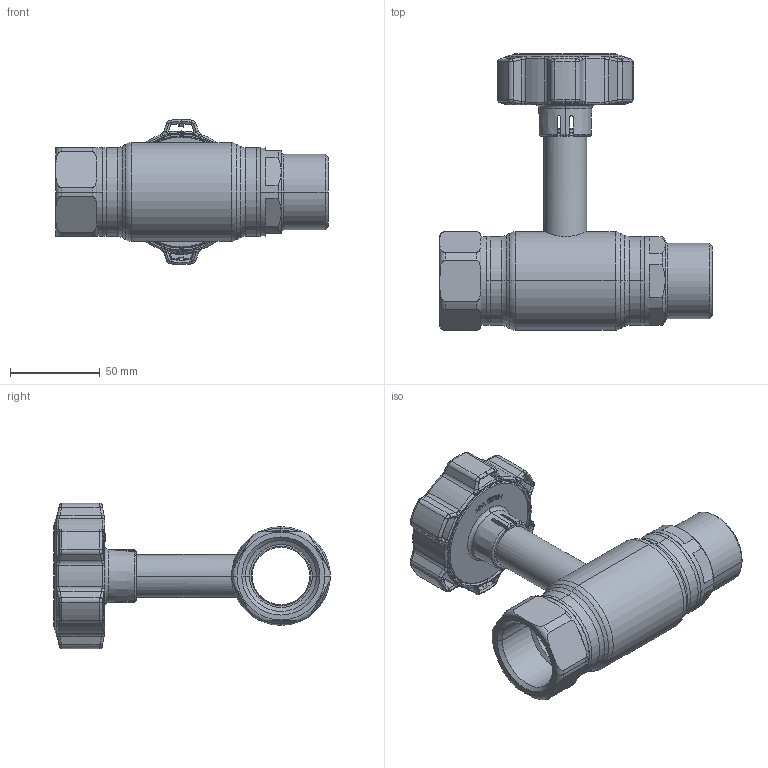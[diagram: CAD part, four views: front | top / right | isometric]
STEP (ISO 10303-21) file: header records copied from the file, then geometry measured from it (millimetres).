
FILE_DESCRIPTION (( 'STEP AP214' ), '1' );
FILE_NAME ('2032002401-0200.step', '2023-12-18T10:00:27', ( '' ), ( '' ), 'SwSTEP 2.0', 'SolidWorks 2021', '' );
FILE_SCHEMA (( 'AUTOMOTIVE_DESIGN' ));
Length unit declared in the file: millimetre
Products named in the file (1): 2032002401-0200
Bounding box: 152 x 154.1 x 81 mm (x, y, z)
Surface area: 64571 mm2 (no closed solid volume)
Topology: 0 solids, 16 shells, 596 faces, 1721 edges, 1110 vertices
Faces by surface type: bspline 181, cylinder 148, plane 124, cone 76, torus 66, sphere 1
Entity records: 36462 total; most frequent: CARTESIAN_POINT 16132, ORIENTED_EDGE 3029, DIRECTION 2390, EDGE_CURVE 1721, VERTEX_POINT 1110, AXIS2_PLACEMENT_3D 939, B_SPLINE_CURVE_WITH_KNOTS 640, EDGE_LOOP 627
